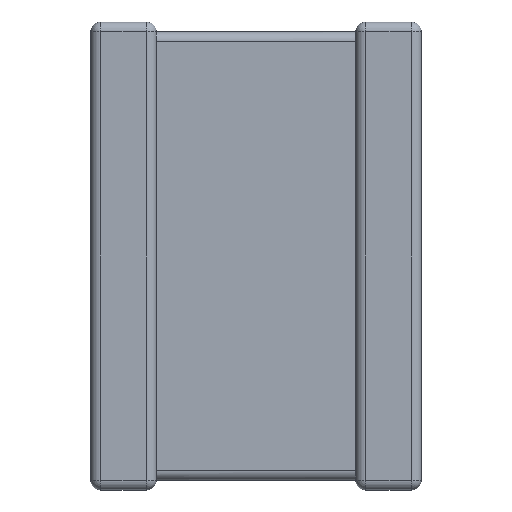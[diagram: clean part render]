
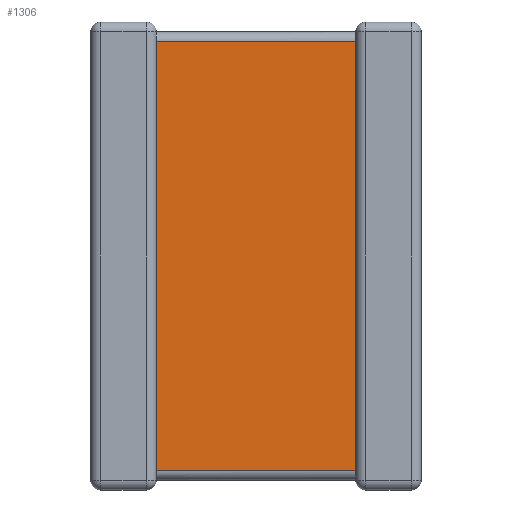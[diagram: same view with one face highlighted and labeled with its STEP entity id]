
A CAD part, front view. The second image highlights one B-rep face of the part: STEP entity #1306.
In plain terms, the highlighted planar face has unit normal (0, -1, 0).
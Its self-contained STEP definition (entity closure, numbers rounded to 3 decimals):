
#169 = DIRECTION ( 'NONE',  ( 0., 0., -1. ) ) ;
#187 = LINE ( 'NONE', #591, #3916 ) ;
#209 = DIRECTION ( 'NONE',  ( 0., 0., 1. ) ) ;
#313 = ORIENTED_EDGE ( 'NONE', *, *, #1550, .T. ) ;
#591 = CARTESIAN_POINT ( 'NONE',  ( 3.85, 0.141, -6.8 ) ) ;
#612 = CARTESIAN_POINT ( 'NONE',  ( 0.95, 0.141, -0.283 ) ) ;
#765 = EDGE_CURVE ( 'NONE', #1743, #785, #3229, .T. ) ;
#785 = VERTEX_POINT ( 'NONE', #4437 ) ;
#836 = CARTESIAN_POINT ( 'NONE',  ( 0.95, 0.141, -6.517 ) ) ;
#839 = ORIENTED_EDGE ( 'NONE', *, *, #2591, .T. ) ;
#995 = EDGE_CURVE ( 'NONE', #1743, #1040, #4301, .T. ) ;
#998 = DIRECTION ( 'NONE',  ( -1., 0., 0. ) ) ;
#1040 = VERTEX_POINT ( 'NONE', #3596 ) ;
#1090 = VECTOR ( 'NONE', #1194, 1000. ) ;
#1194 = DIRECTION ( 'NONE',  ( 1., 0., 0. ) ) ;
#1252 = VECTOR ( 'NONE', #998, 1000. ) ;
#1306 = ADVANCED_FACE ( 'NONE', ( #4524 ), #1592, .T. ) ;
#1550 = EDGE_CURVE ( 'NONE', #1568, #1040, #4128, .T. ) ;
#1568 = VERTEX_POINT ( 'NONE', #3523 ) ;
#1592 = PLANE ( 'NONE',  #4042 ) ;
#1743 = VERTEX_POINT ( 'NONE', #836 ) ;
#1752 = DIRECTION ( 'NONE',  ( 0., 0., 1. ) ) ;
#1852 = EDGE_LOOP ( 'NONE', ( #2472, #2011, #839, #313 ) ) ;
#1958 = DIRECTION ( 'NONE',  ( 0., -1., 0. ) ) ;
#2011 = ORIENTED_EDGE ( 'NONE', *, *, #765, .T. ) ;
#2472 = ORIENTED_EDGE ( 'NONE', *, *, #995, .F. ) ;
#2504 = CARTESIAN_POINT ( 'NONE',  ( 0.95, 0.141, -6.8 ) ) ;
#2591 = EDGE_CURVE ( 'NONE', #785, #1568, #187, .T. ) ;
#2946 = VECTOR ( 'NONE', #1752, 1000. ) ;
#3229 = LINE ( 'NONE', #4063, #1090 ) ;
#3523 = CARTESIAN_POINT ( 'NONE',  ( 3.85, 0.141, -0.283 ) ) ;
#3596 = CARTESIAN_POINT ( 'NONE',  ( 0.95, 0.141, -0.283 ) ) ;
#3916 = VECTOR ( 'NONE', #209, 1000. ) ;
#4042 = AXIS2_PLACEMENT_3D ( 'NONE', #4111, #1958, #169 ) ;
#4063 = CARTESIAN_POINT ( 'NONE',  ( 3.85, 0.141, -6.517 ) ) ;
#4111 = CARTESIAN_POINT ( 'NONE',  ( 0.95, 0.141, -6.8 ) ) ;
#4128 = LINE ( 'NONE', #612, #1252 ) ;
#4301 = LINE ( 'NONE', #2504, #2946 ) ;
#4437 = CARTESIAN_POINT ( 'NONE',  ( 3.85, 0.141, -6.517 ) ) ;
#4524 = FACE_OUTER_BOUND ( 'NONE', #1852, .T. ) ;
